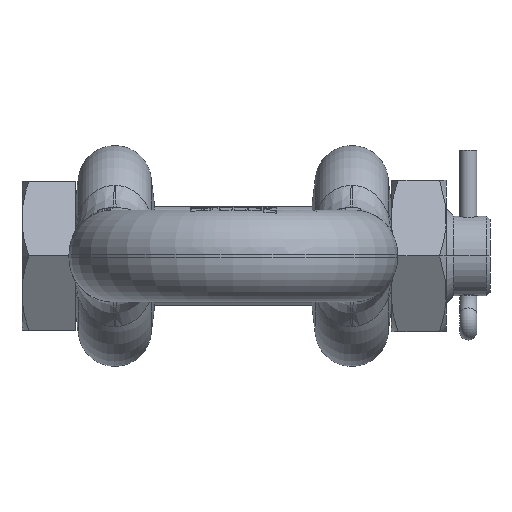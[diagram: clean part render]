
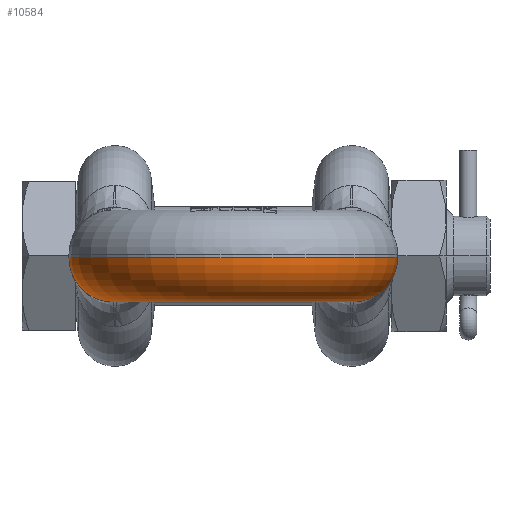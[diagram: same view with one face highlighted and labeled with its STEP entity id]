
A CAD part, front view. The second image highlights one B-rep face of the part: STEP entity #10584.
In plain terms, the highlighted toroidal (fillet/blend) face has major radius 50.038 mm and minor radius 18.288 mm.
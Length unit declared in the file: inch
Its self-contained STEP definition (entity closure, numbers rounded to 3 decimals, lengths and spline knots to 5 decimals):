
#4112=CARTESIAN_POINT('',(0.,-4.55,-0.75));
#4113=DIRECTION('',(0.,0.,-1.));
#4114=DIRECTION('',(1.,0.,0.));
#4115=AXIS2_PLACEMENT_3D('',#4112,#4113,#4114);
#4117=CARTESIAN_POINT('',(0.,-4.55,-0.03));
#4118=DIRECTION('',(0.,0.,-1.));
#4119=DIRECTION('',(1.,0.,0.));
#4120=AXIS2_PLACEMENT_3D('',#4117,#4118,#4119);
#4122=CARTESIAN_POINT('',(1.97,-4.55,-0.03));
#4123=DIRECTION('',(0.,-1.,0.));
#4124=DIRECTION('',(0.,0.,-1.));
#4125=AXIS2_PLACEMENT_3D('',#4122,#4123,#4124);
#4131=CARTESIAN_POINT('',(-1.97,-4.55,-0.03));
#4132=DIRECTION('',(0.,1.,0.));
#4133=DIRECTION('',(0.,0.,-1.));
#4134=AXIS2_PLACEMENT_3D('',#4131,#4132,#4133);
#5154=CARTESIAN_POINT('',(1.97,-4.55,-0.75));
#5155=CARTESIAN_POINT('',(-1.97,-4.55,-0.75));
#5156=VERTEX_POINT('',#5154);
#5157=VERTEX_POINT('',#5155);
#5158=CARTESIAN_POINT('',(2.69,-4.55,-0.03));
#5159=CARTESIAN_POINT('',(-2.69,-4.55,-0.03));
#5160=VERTEX_POINT('',#5158);
#5161=VERTEX_POINT('',#5159);
#10571=CARTESIAN_POINT('',(0.,-4.55,-0.03));
#10572=DIRECTION('',(0.,0.,1.));
#10573=DIRECTION('',(1.,0.006,0.));
#10574=AXIS2_PLACEMENT_3D('',#10571,#10572,#10573);
#10575=TOROIDAL_SURFACE('',#10574,1.97,0.72);
#10576=ORIENTED_EDGE('',*,*,#10167,.T.);
#10578=ORIENTED_EDGE('',*,*,#10577,.T.);
#10580=ORIENTED_EDGE('',*,*,#10579,.F.);
#10581=ORIENTED_EDGE('',*,*,#10565,.F.);
#10582=EDGE_LOOP('',(#10576,#10578,#10580,#10581));
#10583=FACE_OUTER_BOUND('',#10582,.F.);
#10584=ADVANCED_FACE('',(#10583),#10575,.T.);
#4116=CIRCLE('',#4115,1.97);
#4121=CIRCLE('',#4120,2.69);
#4126=CIRCLE('',#4125,0.72);
#4135=CIRCLE('',#4134,0.72);
#10167=EDGE_CURVE('',#5156,#5157,#4116,.T.);
#10565=EDGE_CURVE('',#5156,#5160,#4126,.T.);
#10577=EDGE_CURVE('',#5157,#5161,#4135,.T.);
#10579=EDGE_CURVE('',#5160,#5161,#4121,.T.);
